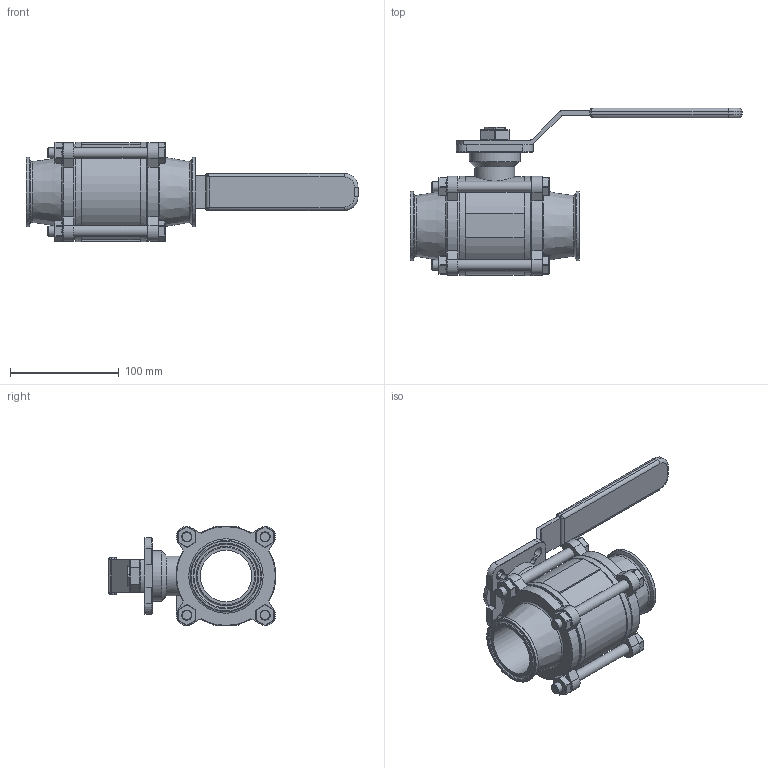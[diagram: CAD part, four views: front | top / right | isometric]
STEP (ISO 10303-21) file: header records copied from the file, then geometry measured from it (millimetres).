
FILE_DESCRIPTION(/* description */ (''),/* implementation_level */ '2;1');
FILE_NAME(/* name */ '384320TEF4.stp',/* time_stamp */ '2022-05-16T11:09:18-04:00',/* author */ ('ken'),/* organization */ (''),/* preprocessor_version */ 'ST-DEVELOPER v18.1',/* originating_system */ 'Autodesk Inventor 2020',/* authorisation */ '');
FILE_SCHEMA (('AUTOMOTIVE_DESIGN { 1 0 10303 214 3 1 1 }'));
Length unit declared in the file: inch
Products named in the file (8): 384320TEF4; 2.0 TEF4 BODY; 2.0 TEF4 CLAMP CONNECTION; 2.0 TEF4 BOLT; 2.0 TEF4 WASHER; 2.0 TEF4 NUT; 2.0 TEF4 HANDLE; 2.0 TEF4 HANDLE NUT
Assembly tree (17 placements, depth 2):
  384320TEF4
    2.0 TEF4 BODY
    2.0 TEF4 CLAMP CONNECTION  x2
    2.0 TEF4 BOLT  x4
    2.0 TEF4 WASHER  x4
    2.0 TEF4 NUT  x4
    2.0 TEF4 HANDLE
    2.0 TEF4 HANDLE NUT
Bounding box: 304.75 x 154.02 x 91.69 mm (x, y, z)
Volume: 661753.6 mm3; surface area: 157335.7 mm2
Topology: 17 solids, 17 shells, 1340 faces, 3309 edges, 2077 vertices
Faces by surface type: plane 878, bspline 288, cylinder 113, cone 31, torus 30
Full cylindrical faces by diameter (mm): 8.509 x4, 9.207 x4, 9.842 x4, 11.112 x9, 17.462 x1, 31.75 x1, 36.576 x1, 39.688 x1, 46.482 x1, 47.498 x3, 64.097 x2, 91.694 x2
Entity records: 34555 total; most frequent: CARTESIAN_POINT 10388, ORIENTED_EDGE 5250, DIRECTION 3851, EDGE_CURVE 2625, LINE 1755, VECTOR 1755, VERTEX_POINT 1693, EDGE_LOOP 1122
